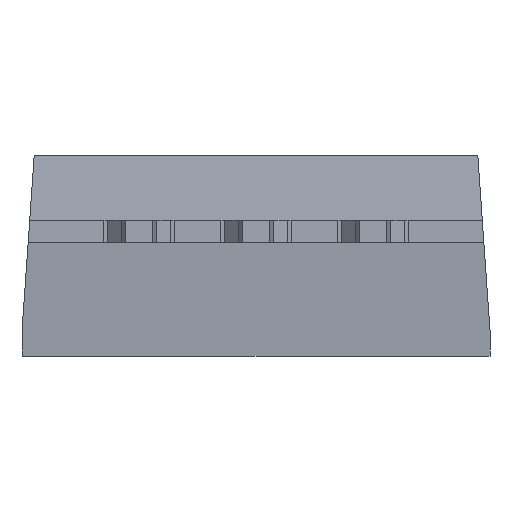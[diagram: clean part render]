
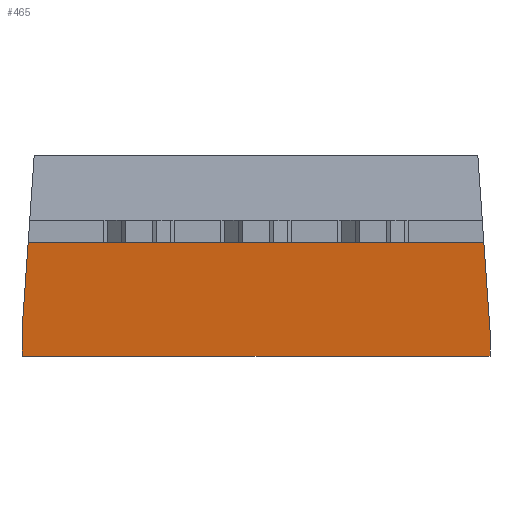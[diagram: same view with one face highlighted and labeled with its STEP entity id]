
A CAD part, front view. The second image highlights one B-rep face of the part: STEP entity #465.
In plain terms, the highlighted planar face has unit normal (0, -0.996, -0.087).
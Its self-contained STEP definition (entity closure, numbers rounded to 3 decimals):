
#124 = VERTEX_POINT ( 'NONE', #1291 ) ;
#158 = CARTESIAN_POINT ( 'NONE',  ( 5.08, 4.317, -2.175 ) ) ;
#361 = EDGE_CURVE ( 'NONE', #548, #3200, #2290, .T. ) ;
#408 = ORIENTED_EDGE ( 'NONE', *, *, #1668, .T. ) ;
#445 = ORIENTED_EDGE ( 'NONE', *, *, #361, .F. ) ;
#465 = ADVANCED_FACE ( 'NONE', ( #1264 ), #2065, .F. ) ;
#548 = VERTEX_POINT ( 'NONE', #780 ) ;
#550 = CARTESIAN_POINT ( 'NONE',  ( -4.946, 4.1, 0.3 ) ) ;
#637 = LINE ( 'NONE', #3440, #1891 ) ;
#780 = CARTESIAN_POINT ( 'NONE',  ( -5.08, 4.268, -1.615 ) ) ;
#804 = AXIS2_PLACEMENT_3D ( 'NONE', #2382, #3382, #2597 ) ;
#862 = VERTEX_POINT ( 'NONE', #158 ) ;
#880 = CARTESIAN_POINT ( 'NONE',  ( 4.947, 4.101, 0.291 ) ) ;
#900 = LINE ( 'NONE', #880, #3257 ) ;
#951 = EDGE_CURVE ( 'NONE', #2026, #862, #1363, .T. ) ;
#1026 = EDGE_CURVE ( 'NONE', #862, #1072, #1499, .T. ) ;
#1072 = VERTEX_POINT ( 'NONE', #3196 ) ;
#1218 = DIRECTION ( 'NONE',  ( 0., 0.087, -0.996 ) ) ;
#1264 = FACE_OUTER_BOUND ( 'NONE', #1718, .T. ) ;
#1291 = CARTESIAN_POINT ( 'NONE',  ( 4.946, 4.1, 0.3 ) ) ;
#1363 = LINE ( 'NONE', #2665, #1372 ) ;
#1372 = VECTOR ( 'NONE', #2415, 1000. ) ;
#1458 = VECTOR ( 'NONE', #1772, 1000. ) ;
#1499 = LINE ( 'NONE', #1671, #1458 ) ;
#1545 = CARTESIAN_POINT ( 'NONE',  ( 5.08, 4.1, 0.3 ) ) ;
#1601 = ORIENTED_EDGE ( 'NONE', *, *, #2818, .T. ) ;
#1637 = CARTESIAN_POINT ( 'NONE',  ( 5.08, 4.268, -1.615 ) ) ;
#1663 = ORIENTED_EDGE ( 'NONE', *, *, #951, .F. ) ;
#1668 = EDGE_CURVE ( 'NONE', #548, #1072, #637, .T. ) ;
#1671 = CARTESIAN_POINT ( 'NONE',  ( 5.08, 4.317, -2.175 ) ) ;
#1718 = EDGE_LOOP ( 'NONE', ( #3295, #1601, #445, #408, #1841, #1663 ) ) ;
#1772 = DIRECTION ( 'NONE',  ( -1., 0., 0. ) ) ;
#1829 = CARTESIAN_POINT ( 'NONE',  ( -4.898, 4.039, 0.992 ) ) ;
#1841 = ORIENTED_EDGE ( 'NONE', *, *, #1026, .F. ) ;
#1891 = VECTOR ( 'NONE', #1218, 1000. ) ;
#1968 = DIRECTION ( 'NONE',  ( 0.069, 0.087, -0.994 ) ) ;
#2026 = VERTEX_POINT ( 'NONE', #1637 ) ;
#2065 = PLANE ( 'NONE',  #804 ) ;
#2251 = DIRECTION ( 'NONE',  ( 0.069, -0.087, 0.994 ) ) ;
#2290 = LINE ( 'NONE', #1829, #2304 ) ;
#2304 = VECTOR ( 'NONE', #2251, 1000. ) ;
#2382 = CARTESIAN_POINT ( 'NONE',  ( 5.08, 4.1, 0.3 ) ) ;
#2415 = DIRECTION ( 'NONE',  ( 0., 0.087, -0.996 ) ) ;
#2597 = DIRECTION ( 'NONE',  ( 0., -0.087, 0.996 ) ) ;
#2665 = CARTESIAN_POINT ( 'NONE',  ( 5.08, 4.1, 0.3 ) ) ;
#2693 = EDGE_CURVE ( 'NONE', #124, #2026, #900, .T. ) ;
#2818 = EDGE_CURVE ( 'NONE', #124, #3200, #3443, .T. ) ;
#3196 = CARTESIAN_POINT ( 'NONE',  ( -5.08, 4.317, -2.175 ) ) ;
#3200 = VERTEX_POINT ( 'NONE', #550 ) ;
#3257 = VECTOR ( 'NONE', #1968, 1000. ) ;
#3295 = ORIENTED_EDGE ( 'NONE', *, *, #2693, .F. ) ;
#3382 = DIRECTION ( 'NONE',  ( 0., 0.996, 0.087 ) ) ;
#3416 = VECTOR ( 'NONE', #3426, 1000. ) ;
#3426 = DIRECTION ( 'NONE',  ( -1., 0., 0. ) ) ;
#3440 = CARTESIAN_POINT ( 'NONE',  ( -5.08, 4.1, 0.3 ) ) ;
#3443 = LINE ( 'NONE', #1545, #3416 ) ;
